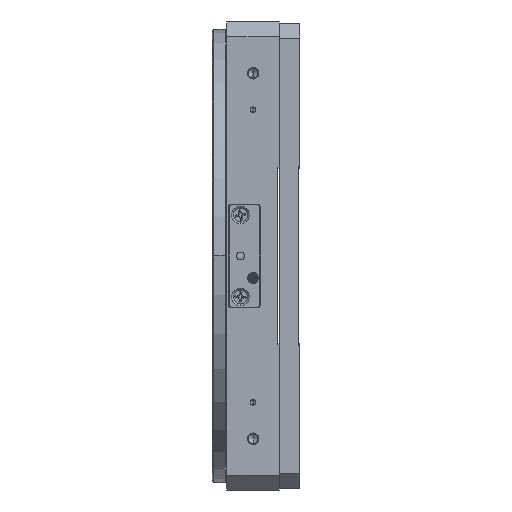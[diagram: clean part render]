
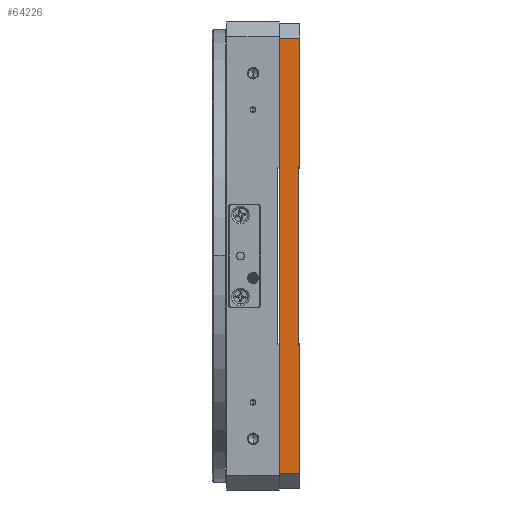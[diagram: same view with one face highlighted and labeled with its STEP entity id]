
A CAD part, left-side view. The second image highlights one B-rep face of the part: STEP entity #64226.
In plain terms, the highlighted planar face has unit normal (-1, 0, 0).
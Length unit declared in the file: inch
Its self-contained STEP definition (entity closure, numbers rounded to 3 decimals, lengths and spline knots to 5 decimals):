
#2324 = CARTESIAN_POINT ( 'NONE',  ( -3.12992, 0.01969, -1.1811 ) ) ;
#3557 = VERTEX_POINT ( 'NONE', #4465 ) ;
#4030 = CARTESIAN_POINT ( 'NONE',  ( -3.12992, 0.27559, -2.93307 ) ) ;
#4465 = CARTESIAN_POINT ( 'NONE',  ( -3.12992, 0.27559, 2.93307 ) ) ;
#4786 = EDGE_CURVE ( 'NONE', #50177, #27637, #37302, .T. ) ;
#9805 = ORIENTED_EDGE ( 'NONE', *, *, #40964, .T. ) ;
#9940 = CARTESIAN_POINT ( 'NONE',  ( -3.12992, 0., -1.1811 ) ) ;
#10195 = CARTESIAN_POINT ( 'NONE',  ( -3.12992, 0., 1.1811 ) ) ;
#10358 = CARTESIAN_POINT ( 'NONE',  ( -3.12992, 0.27559, 3.12992 ) ) ;
#10834 = ORIENTED_EDGE ( 'NONE', *, *, #70404, .F. ) ;
#13309 = VECTOR ( 'NONE', #31578, 39.37008 ) ;
#14174 = DIRECTION ( 'NONE',  ( 1., 0., 0. ) ) ;
#14773 = DIRECTION ( 'NONE',  ( 0., -1., 0. ) ) ;
#15293 = DIRECTION ( 'NONE',  ( 0., -1., 0. ) ) ;
#16239 = ORIENTED_EDGE ( 'NONE', *, *, #39770, .F. ) ;
#16992 = EDGE_CURVE ( 'NONE', #50177, #59804, #70023, .T. ) ;
#17161 = CARTESIAN_POINT ( 'NONE',  ( -3.12992, 0.01969, -1.1811 ) ) ;
#17323 = VECTOR ( 'NONE', #14773, 39.37008 ) ;
#17341 = CARTESIAN_POINT ( 'NONE',  ( -3.12992, 0., -2.93307 ) ) ;
#18745 = CARTESIAN_POINT ( 'NONE',  ( -3.12992, 0.01969, 1.1811 ) ) ;
#20872 = DIRECTION ( 'NONE',  ( 0., 0., -1. ) ) ;
#21838 = LINE ( 'NONE', #17161, #68466 ) ;
#21958 = VERTEX_POINT ( 'NONE', #9940 ) ;
#24635 = VECTOR ( 'NONE', #40802, 39.37008 ) ;
#27278 = CARTESIAN_POINT ( 'NONE',  ( -3.12992, 0.01969, 1.1811 ) ) ;
#27637 = VERTEX_POINT ( 'NONE', #2324 ) ;
#30786 = LINE ( 'NONE', #45793, #24635 ) ;
#31411 = CARTESIAN_POINT ( 'NONE',  ( -3.12992, 0.01969, 1.1811 ) ) ;
#31578 = DIRECTION ( 'NONE',  ( 0., 0., -1. ) ) ;
#32819 = ORIENTED_EDGE ( 'NONE', *, *, #70162, .T. ) ;
#35476 = LINE ( 'NONE', #47270, #67074 ) ;
#35735 = EDGE_CURVE ( 'NONE', #66142, #3557, #35476, .T. ) ;
#36517 = ORIENTED_EDGE ( 'NONE', *, *, #4786, .F. ) ;
#37302 = LINE ( 'NONE', #27278, #13309 ) ;
#37359 = CARTESIAN_POINT ( 'NONE',  ( -3.12992, 0., 3.12992 ) ) ;
#38071 = VERTEX_POINT ( 'NONE', #4030 ) ;
#39770 = EDGE_CURVE ( 'NONE', #27637, #21958, #21838, .T. ) ;
#40785 = ORIENTED_EDGE ( 'NONE', *, *, #35735, .T. ) ;
#40802 = DIRECTION ( 'NONE',  ( 0., 0., 1. ) ) ;
#40964 = EDGE_CURVE ( 'NONE', #59804, #66142, #47732, .T. ) ;
#41659 = EDGE_LOOP ( 'NONE', ( #9805, #40785, #10834, #52166, #32819, #16239, #36517, #50016 ) ) ;
#45793 = CARTESIAN_POINT ( 'NONE',  ( -3.12992, 0., 3.12992 ) ) ;
#47270 = CARTESIAN_POINT ( 'NONE',  ( -3.12992, 0.27559, 2.93307 ) ) ;
#47732 = LINE ( 'NONE', #37359, #60506 ) ;
#48039 = LINE ( 'NONE', #69845, #17323 ) ;
#50016 = ORIENTED_EDGE ( 'NONE', *, *, #16992, .T. ) ;
#50036 = VERTEX_POINT ( 'NONE', #17341 ) ;
#50177 = VERTEX_POINT ( 'NONE', #18745 ) ;
#51911 = DIRECTION ( 'NONE',  ( 0., 1., 0. ) ) ;
#52166 = ORIENTED_EDGE ( 'NONE', *, *, #61064, .T. ) ;
#53653 = LINE ( 'NONE', #10358, #68059 ) ;
#54151 = DIRECTION ( 'NONE',  ( 0., 0., 1. ) ) ;
#59804 = VERTEX_POINT ( 'NONE', #10195 ) ;
#60068 = DIRECTION ( 'NONE',  ( 0., 0., 1. ) ) ;
#60506 = VECTOR ( 'NONE', #54151, 39.37008 ) ;
#61064 = EDGE_CURVE ( 'NONE', #38071, #50036, #48039, .T. ) ;
#62478 = CARTESIAN_POINT ( 'NONE',  ( -3.12992, 0.27559, 3.12992 ) ) ;
#63196 = PLANE ( 'NONE',  #69850 ) ;
#64226 = ADVANCED_FACE ( 'NONE', ( #70209 ), #63196, .F. ) ;
#65459 = DIRECTION ( 'NONE',  ( 0., -1., 0. ) ) ;
#66142 = VERTEX_POINT ( 'NONE', #66872 ) ;
#66872 = CARTESIAN_POINT ( 'NONE',  ( -3.12992, 0., 2.93307 ) ) ;
#67074 = VECTOR ( 'NONE', #51911, 39.37008 ) ;
#68059 = VECTOR ( 'NONE', #60068, 39.37008 ) ;
#68225 = VECTOR ( 'NONE', #15293, 39.37008 ) ;
#68466 = VECTOR ( 'NONE', #65459, 39.37008 ) ;
#69845 = CARTESIAN_POINT ( 'NONE',  ( -3.12992, 0.27559, -2.93307 ) ) ;
#69850 = AXIS2_PLACEMENT_3D ( 'NONE', #62478, #14174, #20872 ) ;
#70023 = LINE ( 'NONE', #31411, #68225 ) ;
#70162 = EDGE_CURVE ( 'NONE', #50036, #21958, #30786, .T. ) ;
#70209 = FACE_OUTER_BOUND ( 'NONE', #41659, .T. ) ;
#70404 = EDGE_CURVE ( 'NONE', #38071, #3557, #53653, .T. ) ;
